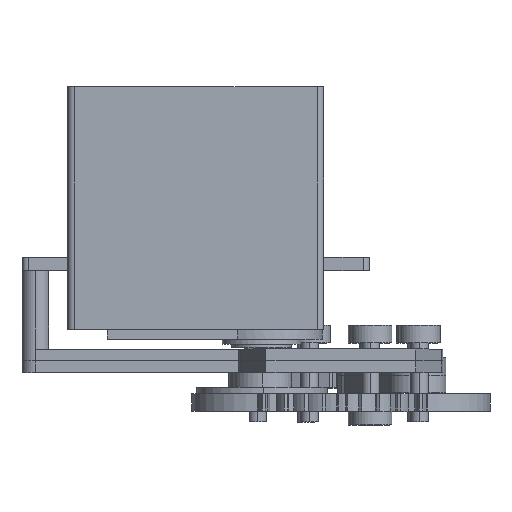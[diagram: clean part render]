
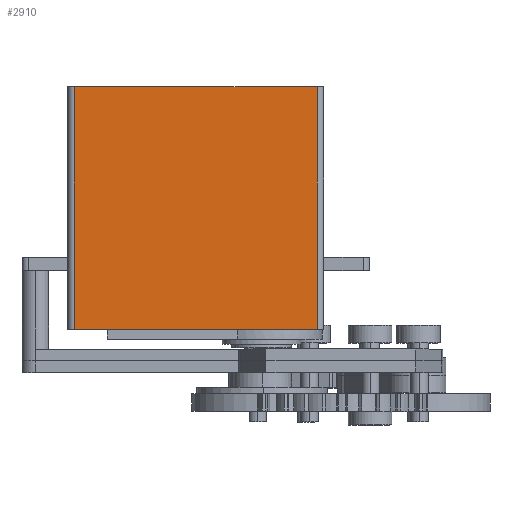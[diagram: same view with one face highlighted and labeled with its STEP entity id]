
A CAD part, top view. The second image highlights one B-rep face of the part: STEP entity #2910.
In plain terms, the highlighted face is planar.
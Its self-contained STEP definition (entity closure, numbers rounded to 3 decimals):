
#58 = CARTESIAN_POINT ( 'NONE',  ( -9.25, 0., -18.5 ) ) ;
#142 = ORIENTED_EDGE ( 'NONE', *, *, #4938, .F. ) ;
#412 = LINE ( 'NONE', #1096, #2760 ) ;
#1096 = CARTESIAN_POINT ( 'NONE',  ( -9.25, 0., -18.5 ) ) ;
#1328 = DIRECTION ( 'NONE',  ( 0., 0., 1. ) ) ;
#1864 = DIRECTION ( 'NONE',  ( 0., 0., -1. ) ) ;
#1883 = CARTESIAN_POINT ( 'NONE',  ( -9.25, 37., 18.5 ) ) ;
#1921 = VECTOR ( 'NONE', #7970, 1000. ) ;
#2183 = VERTEX_POINT ( 'NONE', #10002 ) ;
#2197 = EDGE_CURVE ( 'NONE', #7091, #3375, #412, .T. ) ;
#2760 = VECTOR ( 'NONE', #3651, 1000. ) ;
#2910 = ADVANCED_FACE ( 'NONE', ( #8483 ), #6076, .F. ) ;
#3120 = VECTOR ( 'NONE', #1328, 1000. ) ;
#3375 = VERTEX_POINT ( 'NONE', #7714 ) ;
#3651 = DIRECTION ( 'NONE',  ( 0., 0., 1. ) ) ;
#3791 = CARTESIAN_POINT ( 'NONE',  ( -9.25, 37., -18.5 ) ) ;
#3935 = EDGE_CURVE ( 'NONE', #2183, #7091, #8385, .T. ) ;
#4380 = DIRECTION ( 'NONE',  ( 0., -1., 0. ) ) ;
#4676 = VERTEX_POINT ( 'NONE', #1883 ) ;
#4681 = CARTESIAN_POINT ( 'NONE',  ( -9.25, 37., -10. ) ) ;
#4938 = EDGE_CURVE ( 'NONE', #4676, #3375, #7270, .T. ) ;
#5336 = CARTESIAN_POINT ( 'NONE',  ( -9.25, 37., -18.5 ) ) ;
#5439 = EDGE_CURVE ( 'NONE', #2183, #9085, #7042, .T. ) ;
#6076 = PLANE ( 'NONE',  #6714 ) ;
#6444 = LINE ( 'NONE', #9704, #3120 ) ;
#6448 = ORIENTED_EDGE ( 'NONE', *, *, #7072, .F. ) ;
#6651 = ORIENTED_EDGE ( 'NONE', *, *, #2197, .T. ) ;
#6714 = AXIS2_PLACEMENT_3D ( 'NONE', #9235, #10030, #1864 ) ;
#6903 = VECTOR ( 'NONE', #4380, 1000. ) ;
#7019 = ORIENTED_EDGE ( 'NONE', *, *, #3935, .T. ) ;
#7042 = LINE ( 'NONE', #3791, #7650 ) ;
#7072 = EDGE_CURVE ( 'NONE', #9085, #4676, #6444, .T. ) ;
#7091 = VERTEX_POINT ( 'NONE', #58 ) ;
#7218 = CARTESIAN_POINT ( 'NONE',  ( -9.25, 37., 18.5 ) ) ;
#7270 = LINE ( 'NONE', #7218, #1921 ) ;
#7650 = VECTOR ( 'NONE', #8815, 1000. ) ;
#7714 = CARTESIAN_POINT ( 'NONE',  ( -9.25, 0., 18.5 ) ) ;
#7970 = DIRECTION ( 'NONE',  ( 0., -1., 0. ) ) ;
#8385 = LINE ( 'NONE', #5336, #6903 ) ;
#8483 = FACE_OUTER_BOUND ( 'NONE', #8774, .T. ) ;
#8615 = ORIENTED_EDGE ( 'NONE', *, *, #5439, .F. ) ;
#8774 = EDGE_LOOP ( 'NONE', ( #6651, #142, #6448, #8615, #7019 ) ) ;
#8815 = DIRECTION ( 'NONE',  ( 0., 0., 1. ) ) ;
#9085 = VERTEX_POINT ( 'NONE', #4681 ) ;
#9235 = CARTESIAN_POINT ( 'NONE',  ( -9.25, 37., -18.5 ) ) ;
#9704 = CARTESIAN_POINT ( 'NONE',  ( -9.25, 37., -18.5 ) ) ;
#10002 = CARTESIAN_POINT ( 'NONE',  ( -9.25, 37., -18.5 ) ) ;
#10030 = DIRECTION ( 'NONE',  ( 1., 0., 0. ) ) ;
